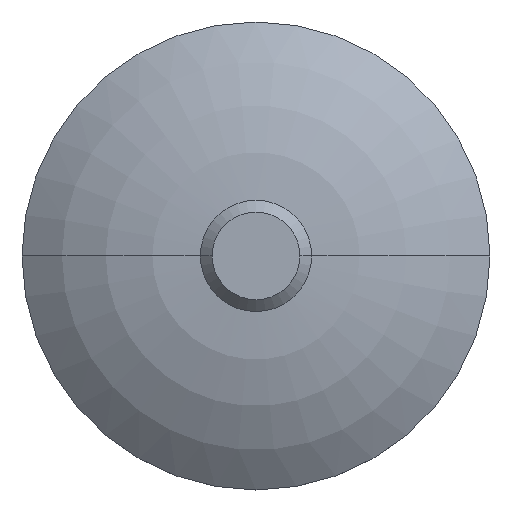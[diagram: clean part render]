
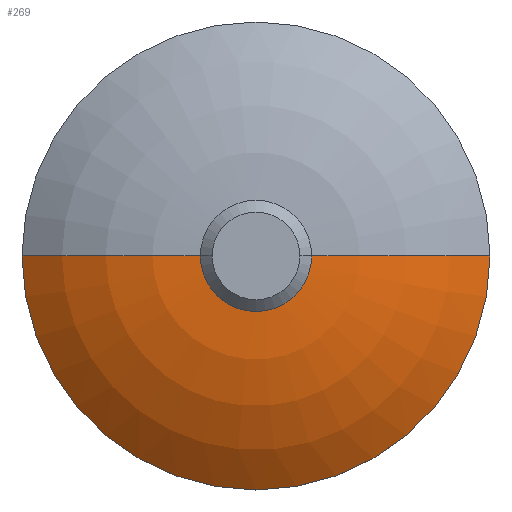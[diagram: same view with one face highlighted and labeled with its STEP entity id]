
A CAD part, top view. The second image highlights one B-rep face of the part: STEP entity #269.
In plain terms, the highlighted toroidal (fillet/blend) face has major radius 1.191 mm and minor radius 6.074 mm.
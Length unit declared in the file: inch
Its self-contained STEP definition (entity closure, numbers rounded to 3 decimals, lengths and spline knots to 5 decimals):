
#3 = CARTESIAN_POINT ( 'NONE',  ( -0.04687, 0., -0.17612 ) ) ;
#8 = AXIS2_PLACEMENT_3D ( 'NONE', #338, #182, #963 ) ;
#18 = DIRECTION ( 'NONE',  ( 1., 0., 0. ) ) ;
#30 = CARTESIAN_POINT ( 'NONE',  ( 0.04687, 0., 0.063 ) ) ;
#64 = AXIS2_PLACEMENT_3D ( 'NONE', #226, #1033, #328 ) ;
#65 = VERTEX_POINT ( 'NONE', #30 ) ;
#100 = FACE_OUTER_BOUND ( 'NONE', #105, .T. ) ;
#105 = EDGE_LOOP ( 'NONE', ( #766, #634, #329, #450 ) ) ;
#114 = CARTESIAN_POINT ( 'NONE',  ( 0.04687, 0., -0.17612 ) ) ;
#116 = AXIS2_PLACEMENT_3D ( 'NONE', #114, #193, #118 ) ;
#118 = DIRECTION ( 'NONE',  ( 0., 0., -1. ) ) ;
#177 = EDGE_CURVE ( 'NONE', #966, #65, #643, .T. ) ;
#182 = DIRECTION ( 'NONE',  ( 0., 0., 1. ) ) ;
#193 = DIRECTION ( 'NONE',  ( 0., -1., 0. ) ) ;
#226 = CARTESIAN_POINT ( 'NONE',  ( 0., 0., 0.01 ) ) ;
#260 = VERTEX_POINT ( 'NONE', #511 ) ;
#269 = ADVANCED_FACE ( 'NONE', ( #100 ), #467, .T. ) ;
#307 = CARTESIAN_POINT ( 'NONE',  ( -0.197, 0., 0.01 ) ) ;
#328 = DIRECTION ( 'NONE',  ( 1., 0., 0. ) ) ;
#329 = ORIENTED_EDGE ( 'NONE', *, *, #824, .T. ) ;
#336 = CIRCLE ( 'NONE', #116, 0.23912 ) ;
#338 = CARTESIAN_POINT ( 'NONE',  ( 0., 0., 0.063 ) ) ;
#416 = AXIS2_PLACEMENT_3D ( 'NONE', #3, #964, #779 ) ;
#421 = CARTESIAN_POINT ( 'NONE',  ( 0., 0., -0.17612 ) ) ;
#450 = ORIENTED_EDGE ( 'NONE', *, *, #177, .F. ) ;
#467 = TOROIDAL_SURFACE ( 'NONE', #512, 0.04687, 0.23912 ) ;
#511 = CARTESIAN_POINT ( 'NONE',  ( 0.197, 0., 0.01 ) ) ;
#512 = AXIS2_PLACEMENT_3D ( 'NONE', #421, #734, #18 ) ;
#518 = CIRCLE ( 'NONE', #64, 0.197 ) ;
#558 = EDGE_CURVE ( 'NONE', #988, #966, #626, .T. ) ;
#626 = CIRCLE ( 'NONE', #416, 0.23912 ) ;
#634 = ORIENTED_EDGE ( 'NONE', *, *, #977, .T. ) ;
#643 = CIRCLE ( 'NONE', #8, 0.04687 ) ;
#734 = DIRECTION ( 'NONE',  ( 0., 0., 1. ) ) ;
#766 = ORIENTED_EDGE ( 'NONE', *, *, #558, .F. ) ;
#779 = DIRECTION ( 'NONE',  ( -1., 0., 0. ) ) ;
#824 = EDGE_CURVE ( 'NONE', #260, #65, #336, .T. ) ;
#947 = CARTESIAN_POINT ( 'NONE',  ( -0.04687, 0., 0.063 ) ) ;
#963 = DIRECTION ( 'NONE',  ( -1., 0., 0. ) ) ;
#964 = DIRECTION ( 'NONE',  ( 0., 1., 0. ) ) ;
#966 = VERTEX_POINT ( 'NONE', #947 ) ;
#977 = EDGE_CURVE ( 'NONE', #988, #260, #518, .T. ) ;
#988 = VERTEX_POINT ( 'NONE', #307 ) ;
#1033 = DIRECTION ( 'NONE',  ( 0., 0., 1. ) ) ;
